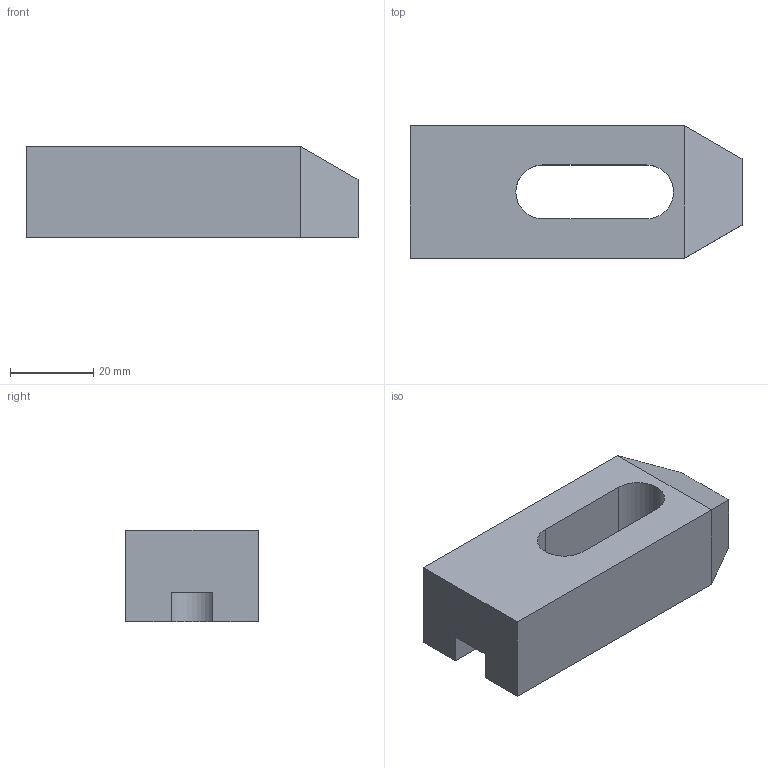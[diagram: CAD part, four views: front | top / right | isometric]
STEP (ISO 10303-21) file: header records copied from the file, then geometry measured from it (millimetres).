
FILE_DESCRIPTION( ( 'Unknown' ), '1' );
FILE_NAME( 'CP07-12080.stp', 'Unknown', ( 'Unknown' ), ( 'Unknown' ), 'XStep 1.0', 'Unknown', ' ' );
FILE_SCHEMA( ( 'CONFIG_CONTROL_DESIGN' ) );
Length unit declared in the file: millimetre
Products named in the file (1): 1
Bounding box: 80 x 32 x 22 mm (x, y, z)
Volume: 40793.7 mm3; surface area: 10687.1 mm2
Topology: 1 solids, 1 shells, 16 faces, 43 edges, 28 vertices
Faces by surface type: plane 14, cylinder 2
Entity records: 545 total; most frequent: CARTESIAN_POINT 88, ORIENTED_EDGE 86, DIRECTION 83, EDGE_CURVE 43, LINE 37, VECTOR 37, VERTEX_POINT 28, AXIS2_PLACEMENT_3D 23
